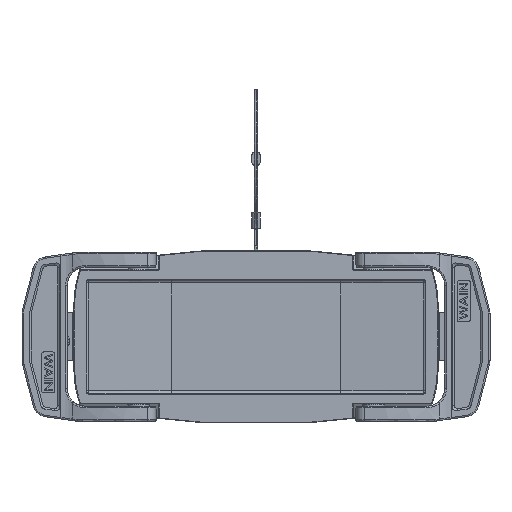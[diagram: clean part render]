
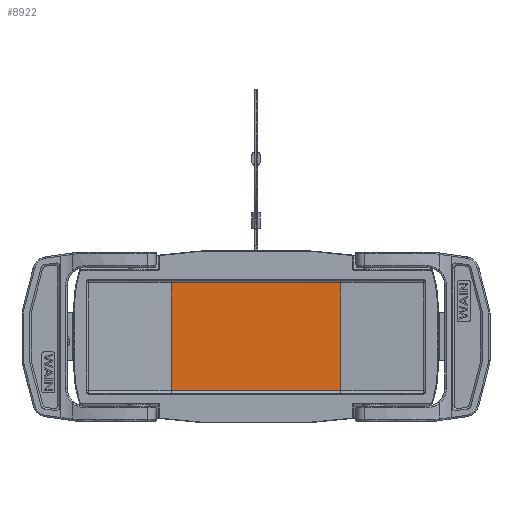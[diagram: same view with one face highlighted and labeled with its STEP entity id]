
A CAD part, front view. The second image highlights one B-rep face of the part: STEP entity #8922.
In plain terms, the highlighted planar face has unit normal (0, -1, 0).
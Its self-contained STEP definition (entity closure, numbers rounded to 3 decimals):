
#8922=ADVANCED_FACE('',(#11017),#10232,.T.);
#10232=PLANE('',#33658);
#11017=FACE_OUTER_BOUND('',#12500,.T.);
#12500=EDGE_LOOP('',(#16468,#16469,#16470,#16471));
#16468=ORIENTED_EDGE('',*,*,#26115,.F.);
#16469=ORIENTED_EDGE('',*,*,#26116,.T.);
#16470=ORIENTED_EDGE('',*,*,#26111,.T.);
#16471=ORIENTED_EDGE('',*,*,#26117,.T.);
#23180=VERTEX_POINT('',#45411);
#23181=VERTEX_POINT('',#45412);
#23184=VERTEX_POINT('',#45420);
#23185=VERTEX_POINT('',#45421);
#26111=EDGE_CURVE('',#23180,#23181,#29719,.T.);
#26115=EDGE_CURVE('',#23184,#23185,#29723,.T.);
#26116=EDGE_CURVE('',#23184,#23180,#29724,.T.);
#26117=EDGE_CURVE('',#23181,#23185,#29725,.T.);
#29719=LINE('',#45410,#31732);
#29723=LINE('',#45419,#31736);
#29724=LINE('',#45422,#31737);
#29725=LINE('',#45423,#31738);
#31732=VECTOR('',#37116,1.);
#31736=VECTOR('',#37122,1.);
#31737=VECTOR('',#37123,1.);
#31738=VECTOR('',#37124,1.);
#33658=AXIS2_PLACEMENT_3D('',#45424,#37125,#37126);
#37116=DIRECTION('',(0.,0.,1.));
#37122=DIRECTION('',(0.,0.,1.));
#37123=DIRECTION('',(1.,0.,0.));
#37124=DIRECTION('',(-1.,0.,0.));
#37125=DIRECTION('',(0.,-1.,0.));
#37126=DIRECTION('',(1.,0.,0.));
#45410=CARTESIAN_POINT('',(28.14,12.069,-17.832));
#45411=CARTESIAN_POINT('',(28.14,12.069,-17.832));
#45412=CARTESIAN_POINT('',(28.14,12.069,17.832));
#45419=CARTESIAN_POINT('',(-28.14,12.069,-17.832));
#45420=CARTESIAN_POINT('',(-28.14,12.069,-17.832));
#45421=CARTESIAN_POINT('',(-28.14,12.069,17.832));
#45422=CARTESIAN_POINT('',(-28.14,12.069,-17.832));
#45423=CARTESIAN_POINT('',(28.14,12.069,17.832));
#45424=CARTESIAN_POINT('',(-28.14,12.069,-21.6));
